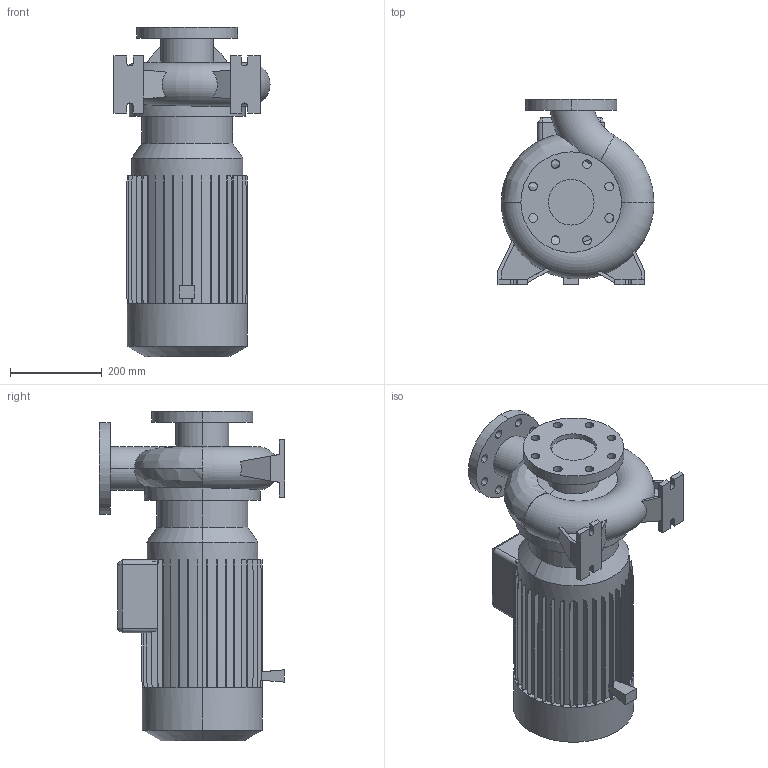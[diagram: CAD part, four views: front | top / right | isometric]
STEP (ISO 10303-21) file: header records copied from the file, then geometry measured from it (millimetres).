
FILE_DESCRIPTION (( 'STEP AP214' ), '1' );
FILE_NAME ('10008452swp01.step', '2021-04-30T16:03:19', ( '' ), ( '' ), 'SwSTEP 2.0', 'SolidWorks 2019', '' );
FILE_SCHEMA (( 'AUTOMOTIVE_DESIGN' ));
Length unit declared in the file: millimetre
Products named in the file (1): 10008452swp01
Bounding box: 341 x 405 x 720 mm (x, y, z)
Volume: 36375130.4 mm3; surface area: 1206008 mm2
Topology: 1 solids, 1 shells, 408 faces, 1173 edges, 777 vertices
Faces by surface type: plane 323, cylinder 68, cone 10, torus 5, bspline 2
Entity records: 14826 total; most frequent: CARTESIAN_POINT 3940, ORIENTED_EDGE 2346, DIRECTION 2146, EDGE_CURVE 1173, VECTOR 904, LINE 904, VERTEX_POINT 777, AXIS2_PLACEMENT_3D 621
